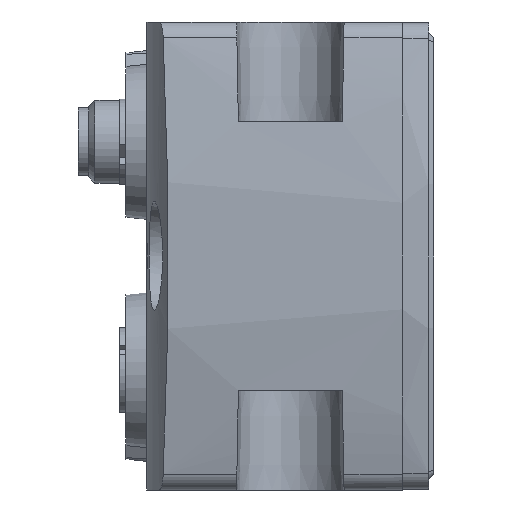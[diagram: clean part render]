
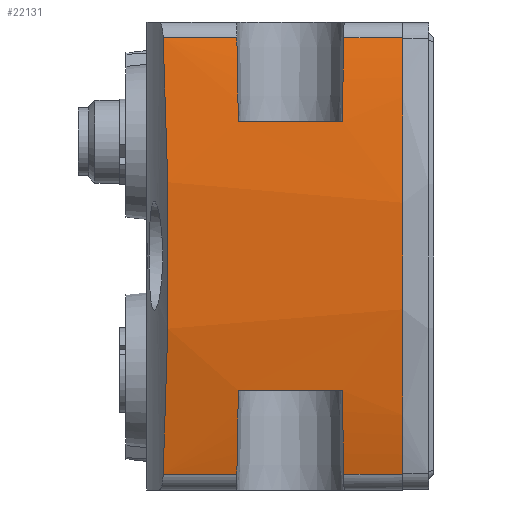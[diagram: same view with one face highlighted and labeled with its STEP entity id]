
A CAD part, left-side view. The second image highlights one B-rep face of the part: STEP entity #22131.
In plain terms, the highlighted cylindrical face has radius 88.394 mm (diameter 176.788 mm), a partial arc.
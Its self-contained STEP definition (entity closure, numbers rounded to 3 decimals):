
#92=B_SPLINE_CURVE_WITH_KNOTS('',3,(#30307,#30308,#30309,#30310,#30311,
#30312),.UNSPECIFIED.,.F.,.F.,(4,1,1,4),(0.,0.021,
0.032,0.042),.UNSPECIFIED.);
#212=ELLIPSE('',#23243,88.408,88.394);
#213=ELLIPSE('',#23244,88.408,88.394);
#214=ELLIPSE('',#23248,88.408,88.394);
#215=ELLIPSE('',#23249,88.408,88.394);
#241=CYLINDRICAL_SURFACE('',#23242,88.394);
#606=CIRCLE('',#23245,88.394);
#607=CIRCLE('',#23246,88.394);
#608=CIRCLE('',#23247,88.394);
#1911=ORIENTED_EDGE('',*,*,#6359,.T.);
#1912=ORIENTED_EDGE('',*,*,#6363,.T.);
#1913=ORIENTED_EDGE('',*,*,#6356,.T.);
#1914=ORIENTED_EDGE('',*,*,#6364,.T.);
#1915=ORIENTED_EDGE('',*,*,#6365,.T.);
#1916=ORIENTED_EDGE('',*,*,#6366,.T.);
#1917=ORIENTED_EDGE('',*,*,#6367,.T.);
#1918=ORIENTED_EDGE('',*,*,#6368,.T.);
#1919=ORIENTED_EDGE('',*,*,#6369,.F.);
#1920=ORIENTED_EDGE('',*,*,#6370,.F.);
#1921=ORIENTED_EDGE('',*,*,#6349,.F.);
#1922=ORIENTED_EDGE('',*,*,#6371,.F.);
#1923=ORIENTED_EDGE('',*,*,#6372,.F.);
#1924=ORIENTED_EDGE('',*,*,#6187,.T.);
#6187=EDGE_CURVE('',#8454,#8453,#92,.T.);
#6349=EDGE_CURVE('',#8556,#8557,#10043,.T.);
#6356=EDGE_CURVE('',#8561,#8563,#10048,.T.);
#6359=EDGE_CURVE('',#8453,#8564,#10049,.T.);
#6363=EDGE_CURVE('',#8564,#8561,#212,.F.);
#6364=EDGE_CURVE('',#8563,#8565,#213,.F.);
#6365=EDGE_CURVE('',#8565,#8566,#10050,.T.);
#6366=EDGE_CURVE('',#8566,#8567,#606,.T.);
#6367=EDGE_CURVE('',#8567,#8568,#607,.T.);
#6368=EDGE_CURVE('',#8568,#8569,#608,.T.);
#6369=EDGE_CURVE('',#8570,#8569,#10051,.T.);
#6370=EDGE_CURVE('',#8557,#8570,#214,.T.);
#6371=EDGE_CURVE('',#8571,#8556,#215,.T.);
#6372=EDGE_CURVE('',#8454,#8571,#10052,.T.);
#8453=VERTEX_POINT('',#30306);
#8454=VERTEX_POINT('',#30313);
#8556=VERTEX_POINT('',#30700);
#8557=VERTEX_POINT('',#30701);
#8561=VERTEX_POINT('',#30710);
#8563=VERTEX_POINT('',#30714);
#8564=VERTEX_POINT('',#30720);
#8565=VERTEX_POINT('',#30730);
#8566=VERTEX_POINT('',#30732);
#8567=VERTEX_POINT('',#30734);
#8568=VERTEX_POINT('',#30736);
#8569=VERTEX_POINT('',#30738);
#8570=VERTEX_POINT('',#30740);
#8571=VERTEX_POINT('',#30743);
#10043=LINE('',#30699,#11618);
#10048=LINE('',#30715,#11623);
#10049=LINE('',#30721,#11624);
#10050=LINE('',#30731,#11625);
#10051=LINE('',#30739,#11626);
#10052=LINE('',#30744,#11627);
#11618=VECTOR('',#25544,1000.);
#11623=VECTOR('',#25555,1000.);
#11624=VECTOR('',#25564,1000.);
#11625=VECTOR('',#25581,1000.);
#11626=VECTOR('',#25588,1000.);
#11627=VECTOR('',#25593,1000.);
#12897=EDGE_LOOP('',(#1911,#1912,#1913,#1914,#1915,#1916,#1917,#1918,#1919,
#1920,#1921,#1922,#1923,#1924));
#14022=FACE_BOUND('',#12897,.T.);
#22131=ADVANCED_FACE('',(#14022),#241,.T.);
#23242=AXIS2_PLACEMENT_3D('',#30727,#25575,#25576);
#23243=AXIS2_PLACEMENT_3D('',#30728,#25577,#25578);
#23244=AXIS2_PLACEMENT_3D('',#30729,#25579,#25580);
#23245=AXIS2_PLACEMENT_3D('',#30733,#25582,#25583);
#23246=AXIS2_PLACEMENT_3D('',#30735,#25584,#25585);
#23247=AXIS2_PLACEMENT_3D('',#30737,#25586,#25587);
#23248=AXIS2_PLACEMENT_3D('',#30741,#25589,#25590);
#23249=AXIS2_PLACEMENT_3D('',#30742,#25591,#25592);
#25544=DIRECTION('',(0.,-1.,0.));
#25555=DIRECTION('',(0.,-1.,0.));
#25564=DIRECTION('',(0.,-1.,0.));
#25575=DIRECTION('',(0.,-1.,0.));
#25576=DIRECTION('',(0.,0.,-1.));
#25577=DIRECTION('',(0.,-1.,-0.017));
#25578=DIRECTION('',(0.,-0.017,1.));
#25579=DIRECTION('',(0.,1.,-0.017));
#25580=DIRECTION('',(0.,-0.017,-1.));
#25581=DIRECTION('',(0.,-1.,0.));
#25582=DIRECTION('',(0.,1.,0.));
#25583=DIRECTION('',(1.,0.,0.));
#25584=DIRECTION('',(0.,1.,0.));
#25585=DIRECTION('',(1.,0.,0.));
#25586=DIRECTION('',(0.,1.,0.));
#25587=DIRECTION('',(1.,0.,0.));
#25588=DIRECTION('',(0.,-1.,0.));
#25589=DIRECTION('',(0.,1.,0.017));
#25590=DIRECTION('',(0.,-0.017,1.));
#25591=DIRECTION('',(0.,-1.,0.017));
#25592=DIRECTION('',(0.,-0.017,-1.));
#25593=DIRECTION('',(0.,-1.,0.));
#30306=CARTESIAN_POINT('',(-82.455,26.029,-20.975));
#30307=CARTESIAN_POINT('',(-82.455,26.029,20.975));
#30308=CARTESIAN_POINT('',(-84.141,25.715,14.073));
#30309=CARTESIAN_POINT('',(-85.396,25.429,3.644));
#30310=CARTESIAN_POINT('',(-84.566,25.613,-10.537));
#30311=CARTESIAN_POINT('',(-83.299,25.872,-17.523));
#30312=CARTESIAN_POINT('',(-82.455,26.029,-20.975));
#30313=CARTESIAN_POINT('',(-82.455,26.029,20.975));
#30699=CARTESIAN_POINT('',(-84.026,27.6,12.95));
#30700=CARTESIAN_POINT('',(-84.026,18.8,12.95));
#30701=CARTESIAN_POINT('',(-84.026,8.8,12.95));
#30710=CARTESIAN_POINT('',(-84.026,18.8,-12.95));
#30714=CARTESIAN_POINT('',(-84.026,8.8,-12.95));
#30715=CARTESIAN_POINT('',(-84.026,27.6,-12.95));
#30720=CARTESIAN_POINT('',(-82.455,18.94,-20.975));
#30721=CARTESIAN_POINT('',(-82.455,27.6,-20.975));
#30727=CARTESIAN_POINT('',(3.414,27.6,0.));
#30728=CARTESIAN_POINT('',(3.414,18.574,0.));
#30729=CARTESIAN_POINT('',(3.414,9.026,0.));
#30730=CARTESIAN_POINT('',(-82.455,8.66,-20.975));
#30731=CARTESIAN_POINT('',(-82.455,27.6,-20.975));
#30732=CARTESIAN_POINT('',(-82.455,3.,-20.975));
#30733=CARTESIAN_POINT('',(3.414,3.,0.));
#30734=CARTESIAN_POINT('',(-83.645,3.,-15.303));
#30735=CARTESIAN_POINT('',(3.414,3.,0.));
#30736=CARTESIAN_POINT('',(-83.645,3.,15.303));
#30737=CARTESIAN_POINT('',(3.414,3.,0.));
#30738=CARTESIAN_POINT('',(-82.455,3.,20.975));
#30739=CARTESIAN_POINT('',(-82.455,27.6,20.975));
#30740=CARTESIAN_POINT('',(-82.455,8.66,20.975));
#30741=CARTESIAN_POINT('',(3.414,9.026,0.));
#30742=CARTESIAN_POINT('',(3.414,18.574,0.));
#30743=CARTESIAN_POINT('',(-82.455,18.94,20.975));
#30744=CARTESIAN_POINT('',(-82.455,27.6,20.975));
